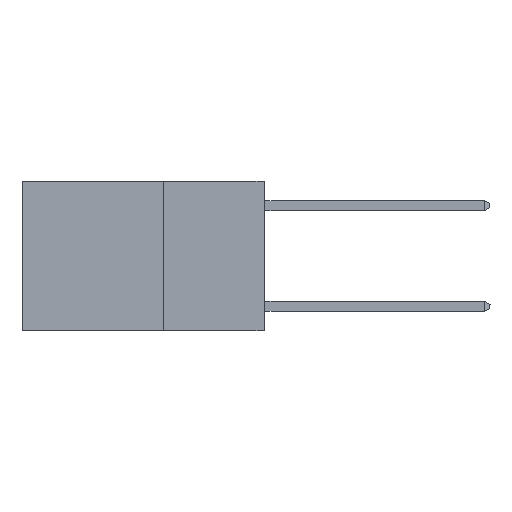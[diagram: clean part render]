
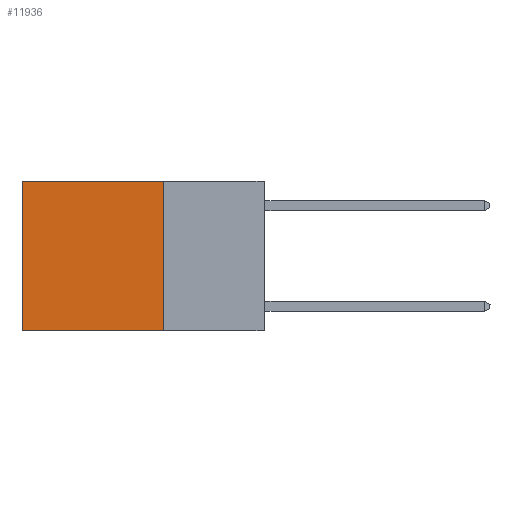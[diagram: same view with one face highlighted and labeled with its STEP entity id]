
A CAD part, left-side view. The second image highlights one B-rep face of the part: STEP entity #11936.
In plain terms, the highlighted planar face has unit normal (-1, 0, 0).
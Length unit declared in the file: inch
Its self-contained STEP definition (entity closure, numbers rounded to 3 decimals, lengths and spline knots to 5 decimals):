
#233 = ORIENTED_EDGE ( 'NONE', *, *, #5576, .T. ) ;
#496 = FACE_OUTER_BOUND ( 'NONE', #6409, .T. ) ;
#665 = CARTESIAN_POINT ( 'NONE',  ( 0.2625, 0.6, 0. ) ) ;
#1210 = LINE ( 'NONE', #6469, #9232 ) ;
#1316 = LINE ( 'NONE', #10601, #2547 ) ;
#1404 = CARTESIAN_POINT ( 'NONE',  ( 0.2625, 0.25, 0. ) ) ;
#1790 = ORIENTED_EDGE ( 'NONE', *, *, #4960, .F. ) ;
#2385 = DIRECTION ( 'NONE',  ( 0., 0., -1. ) ) ;
#2547 = VECTOR ( 'NONE', #15778, 39.37008 ) ;
#2779 = DIRECTION ( 'NONE',  ( 0., 1., 0. ) ) ;
#3189 = DIRECTION ( 'NONE',  ( 0., 0., -1. ) ) ;
#3597 = CARTESIAN_POINT ( 'NONE',  ( 0.2625, 0.25, -0.37 ) ) ;
#3729 = AXIS2_PLACEMENT_3D ( 'NONE', #12575, #5851, #3189 ) ;
#4220 = LINE ( 'NONE', #14937, #9375 ) ;
#4960 = EDGE_CURVE ( 'NONE', #15900, #16912, #4220, .T. ) ;
#5180 = EDGE_CURVE ( 'NONE', #16912, #8467, #1316, .T. ) ;
#5576 = EDGE_CURVE ( 'NONE', #15900, #16476, #1210, .T. ) ;
#5851 = DIRECTION ( 'NONE',  ( 1., 0., 0. ) ) ;
#6409 = EDGE_LOOP ( 'NONE', ( #6860, #12293, #1790, #233 ) ) ;
#6469 = CARTESIAN_POINT ( 'NONE',  ( 0.2625, 0.25, 0. ) ) ;
#6860 = ORIENTED_EDGE ( 'NONE', *, *, #9912, .T. ) ;
#7769 = VECTOR ( 'NONE', #2385, 39.37008 ) ;
#8467 = VERTEX_POINT ( 'NONE', #11241 ) ;
#8753 = LINE ( 'NONE', #14047, #7769 ) ;
#9232 = VECTOR ( 'NONE', #2779, 39.37008 ) ;
#9375 = VECTOR ( 'NONE', #14758, 39.37008 ) ;
#9912 = EDGE_CURVE ( 'NONE', #16476, #8467, #8753, .T. ) ;
#10601 = CARTESIAN_POINT ( 'NONE',  ( 0.2625, 0.25, -0.37 ) ) ;
#11241 = CARTESIAN_POINT ( 'NONE',  ( 0.2625, 0.6, -0.37 ) ) ;
#11936 = ADVANCED_FACE ( 'NONE', ( #496 ), #16422, .F. ) ;
#12293 = ORIENTED_EDGE ( 'NONE', *, *, #5180, .F. ) ;
#12575 = CARTESIAN_POINT ( 'NONE',  ( 0.2625, 0.25, 0. ) ) ;
#14047 = CARTESIAN_POINT ( 'NONE',  ( 0.2625, 0.6, 0. ) ) ;
#14758 = DIRECTION ( 'NONE',  ( 0., 0., -1. ) ) ;
#14937 = CARTESIAN_POINT ( 'NONE',  ( 0.2625, 0.25, 0. ) ) ;
#15778 = DIRECTION ( 'NONE',  ( 0., 1., 0. ) ) ;
#15900 = VERTEX_POINT ( 'NONE', #1404 ) ;
#16422 = PLANE ( 'NONE',  #3729 ) ;
#16476 = VERTEX_POINT ( 'NONE', #665 ) ;
#16912 = VERTEX_POINT ( 'NONE', #3597 ) ;
